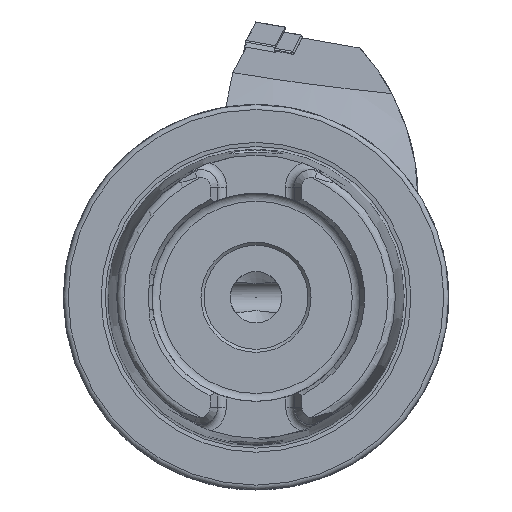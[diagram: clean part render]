
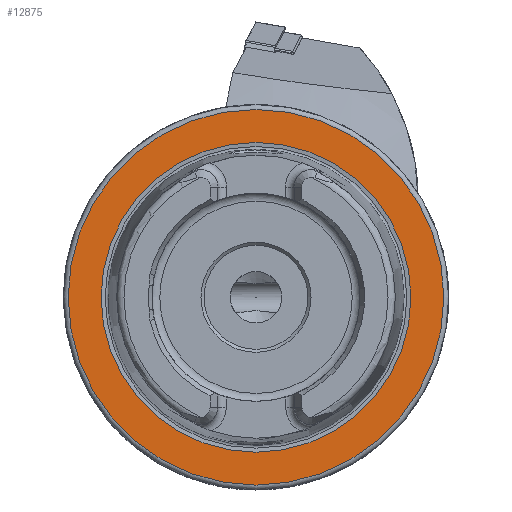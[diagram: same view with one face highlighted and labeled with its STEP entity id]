
A CAD part, left-side view. The second image highlights one B-rep face of the part: STEP entity #12875.
In plain terms, the highlighted planar face has unit normal (-1, 0, 0).
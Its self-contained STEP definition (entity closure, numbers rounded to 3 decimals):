
#249 = EDGE_CURVE ( 'NONE', #12619, #12619, #10149, .T. ) ;
#416 = CARTESIAN_POINT ( 'NONE',  ( 0., 0., 25.324 ) ) ;
#1544 = FACE_BOUND ( 'NONE', #7589, .T. ) ;
#1557 = EDGE_LOOP ( 'NONE', ( #4548 ) ) ;
#1738 = CARTESIAN_POINT ( 'NONE',  ( 0., 30.7, 0. ) ) ;
#3240 = CARTESIAN_POINT ( 'NONE',  ( 0., 0., 0. ) ) ;
#4021 = DIRECTION ( 'NONE',  ( 0., 0., -1. ) ) ;
#4140 = AXIS2_PLACEMENT_3D ( 'NONE', #11069, #8780, #9880 ) ;
#4312 = DIRECTION ( 'NONE',  ( 0., 0., 1. ) ) ;
#4548 = ORIENTED_EDGE ( 'NONE', *, *, #5591, .T. ) ;
#5591 = EDGE_CURVE ( 'NONE', #7407, #7407, #6747, .T. ) ;
#6266 = AXIS2_PLACEMENT_3D ( 'NONE', #1738, #13442, #4021 ) ;
#6747 = CIRCLE ( 'NONE', #4140, 30.7 ) ;
#7407 = VERTEX_POINT ( 'NONE', #9885 ) ;
#7589 = EDGE_LOOP ( 'NONE', ( #9809 ) ) ;
#8780 = DIRECTION ( 'NONE',  ( -1., 0., 0. ) ) ;
#8997 = AXIS2_PLACEMENT_3D ( 'NONE', #3240, #13628, #4312 ) ;
#9809 = ORIENTED_EDGE ( 'NONE', *, *, #249, .F. ) ;
#9880 = DIRECTION ( 'NONE',  ( 0., 0., 1. ) ) ;
#9885 = CARTESIAN_POINT ( 'NONE',  ( 0., 0., 30.7 ) ) ;
#10149 = CIRCLE ( 'NONE', #8997, 25.324 ) ;
#11069 = CARTESIAN_POINT ( 'NONE',  ( 0., 0., 0. ) ) ;
#12619 = VERTEX_POINT ( 'NONE', #416 ) ;
#12875 = ADVANCED_FACE ( 'NONE', ( #1544, #14637 ), #13493, .F. ) ;
#13442 = DIRECTION ( 'NONE',  ( 1., 0., 0. ) ) ;
#13493 = PLANE ( 'NONE',  #6266 ) ;
#13628 = DIRECTION ( 'NONE',  ( -1., 0., 0. ) ) ;
#14637 = FACE_OUTER_BOUND ( 'NONE', #1557, .T. ) ;
